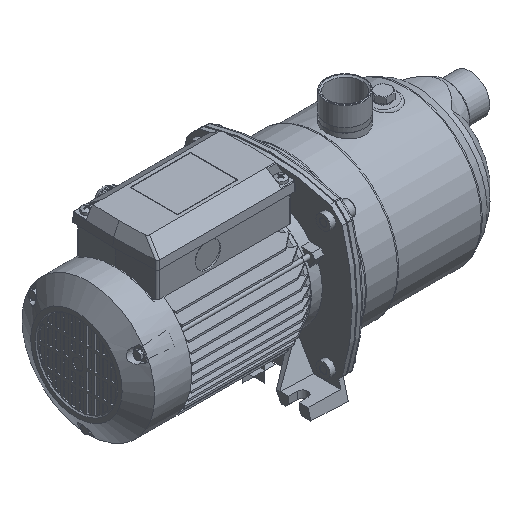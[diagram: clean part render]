
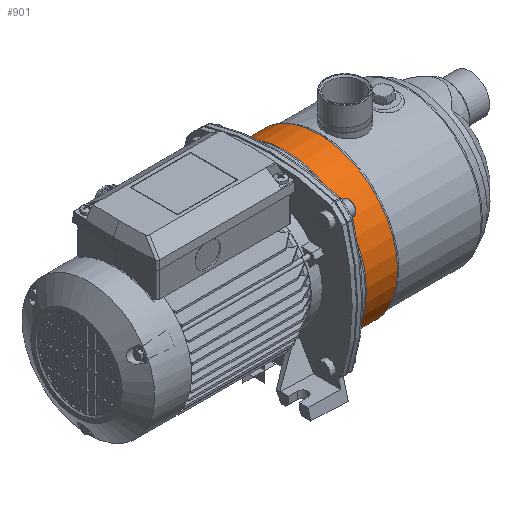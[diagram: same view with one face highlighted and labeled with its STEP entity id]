
A CAD part, isometric view. The second image highlights one B-rep face of the part: STEP entity #901.
In plain terms, the highlighted cylindrical face has radius 72.2 mm (diameter 144.4 mm), a full revolution.
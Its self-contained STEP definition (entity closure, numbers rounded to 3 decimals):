
#837=CARTESIAN_POINT('',(30.222,0.,153.2));
#838=VERTEX_POINT('',#837);
#845=CARTESIAN_POINT('',(30.222,0.,8.8));
#846=VERTEX_POINT('',#845);
#847=CARTESIAN_POINT('',(30.222,0.,81.0));
#848=DIRECTION('',(-1.0,0.,0.));
#849=DIRECTION('',(0.,0.,1.0));
#850=AXIS2_PLACEMENT_3D('',#847,#848,#849);
#851=CIRCLE('',#850,72.2);
#852=EDGE_CURVE('',#838,#846,#851,.T.);
#854=CARTESIAN_POINT('',(30.222,0.,81.0));
#855=DIRECTION('',(-1.0,0.,0.));
#856=DIRECTION('',(0.,0.,1.0));
#857=AXIS2_PLACEMENT_3D('',#854,#855,#856);
#858=CIRCLE('',#857,72.2);
#859=EDGE_CURVE('',#846,#838,#858,.T.);
#867=CARTESIAN_POINT('',(30.222,0.,81.0));
#868=DIRECTION('',(-1.0,0.,0.));
#869=DIRECTION('',(0.,0.,1.0));
#870=AXIS2_PLACEMENT_3D('',#867,#868,#869);
#871=CYLINDRICAL_SURFACE('',#870,72.2);
#872=CARTESIAN_POINT('',(60.,0.,153.2));
#873=VERTEX_POINT('',#872);
#874=CARTESIAN_POINT('',(30.222,0.,153.2));
#875=DIRECTION('',(1.0,0.0,0.0));
#876=VECTOR('',#875,29.778);
#877=LINE('',#874,#876);
#878=EDGE_CURVE('',#838,#873,#877,.T.);
#879=ORIENTED_EDGE('',*,*,#878,.T.);
#880=CARTESIAN_POINT('',(60.,0.,8.8));
#881=VERTEX_POINT('',#880);
#882=CARTESIAN_POINT('',(60.,0.,81.0));
#883=DIRECTION('',(-1.0,0.,0.));
#884=DIRECTION('',(0.,0.,1.0));
#885=AXIS2_PLACEMENT_3D('',#882,#883,#884);
#886=CIRCLE('',#885,72.2);
#887=EDGE_CURVE('',#873,#881,#886,.T.);
#888=ORIENTED_EDGE('',*,*,#887,.T.);
#889=CARTESIAN_POINT('',(60.,0.,81.0));
#890=DIRECTION('',(-1.0,0.,0.));
#891=DIRECTION('',(0.,0.,1.0));
#892=AXIS2_PLACEMENT_3D('',#889,#890,#891);
#893=CIRCLE('',#892,72.2);
#894=EDGE_CURVE('',#881,#873,#893,.T.);
#895=ORIENTED_EDGE('',*,*,#894,.T.);
#896=ORIENTED_EDGE('',*,*,#878,.F.);
#897=ORIENTED_EDGE('',*,*,#859,.F.);
#898=ORIENTED_EDGE('',*,*,#852,.F.);
#899=EDGE_LOOP('',(#879,#888,#895,#896,#897,#898));
#900=FACE_OUTER_BOUND('',#899,.T.);
#901=ADVANCED_FACE('',(#900),#871,.T.);
